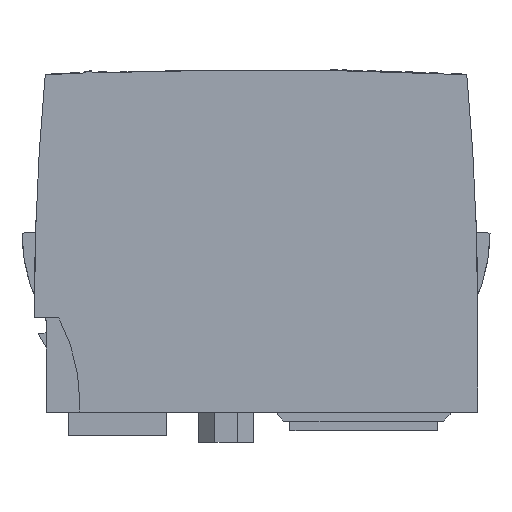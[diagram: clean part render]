
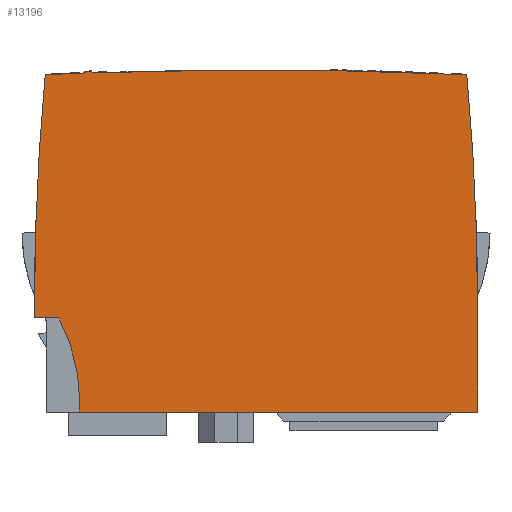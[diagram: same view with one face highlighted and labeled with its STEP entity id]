
A CAD part, left-side view. The second image highlights one B-rep face of the part: STEP entity #13196.
In plain terms, the highlighted planar face has unit normal (-1, 0, 0).
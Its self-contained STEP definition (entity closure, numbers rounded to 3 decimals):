
#821=CIRCLE('',#37392,750.);
#858=CIRCLE('',#37448,28.3);
#865=CIRCLE('',#37461,391.5);
#867=CIRCLE('',#37464,750.);
#871=CIRCLE('',#37469,2.3);
#875=CIRCLE('',#37474,391.5);
#13196=ADVANCED_FACE('',(#15816),#14672,.T.);
#14672=PLANE('',#37478);
#15816=FACE_OUTER_BOUND('',#17246,.T.);
#17246=EDGE_LOOP('',(#19323,#19324,#19325,#19326,#19327,#19328,#19329,#19330,
#19331,#19332,#19333));
#19323=ORIENTED_EDGE('',*,*,#28779,.F.);
#19324=ORIENTED_EDGE('',*,*,#28817,.F.);
#19325=ORIENTED_EDGE('',*,*,#28622,.F.);
#19326=ORIENTED_EDGE('',*,*,#28812,.F.);
#19327=ORIENTED_EDGE('',*,*,#28805,.F.);
#19328=ORIENTED_EDGE('',*,*,#28802,.F.);
#19329=ORIENTED_EDGE('',*,*,#28796,.F.);
#19330=ORIENTED_EDGE('',*,*,#28793,.F.);
#19331=ORIENTED_EDGE('',*,*,#28772,.F.);
#19332=ORIENTED_EDGE('',*,*,#28769,.F.);
#19333=ORIENTED_EDGE('',*,*,#28682,.F.);
#26182=VERTEX_POINT('',#46726);
#26183=VERTEX_POINT('',#46727);
#26239=VERTEX_POINT('',#46843);
#26240=VERTEX_POINT('',#46845);
#26319=VERTEX_POINT('',#47020);
#26321=VERTEX_POINT('',#47026);
#26327=VERTEX_POINT('',#47039);
#26335=VERTEX_POINT('',#47062);
#26338=VERTEX_POINT('',#47072);
#26342=VERTEX_POINT('',#47083);
#26344=VERTEX_POINT('',#47089);
#28622=EDGE_CURVE('',#26182,#26183,#821,.T.);
#28682=EDGE_CURVE('',#26239,#26240,#32222,.T.);
#28769=EDGE_CURVE('',#26240,#26319,#32295,.T.);
#28772=EDGE_CURVE('',#26319,#26321,#858,.T.);
#28779=EDGE_CURVE('',#26327,#26239,#32303,.T.);
#28793=EDGE_CURVE('',#26321,#26335,#32313,.T.);
#28796=EDGE_CURVE('',#26335,#26338,#32316,.T.);
#28802=EDGE_CURVE('',#26338,#26342,#865,.T.);
#28805=EDGE_CURVE('',#26342,#26344,#867,.T.);
#28812=EDGE_CURVE('',#26344,#26182,#871,.T.);
#28817=EDGE_CURVE('',#26183,#26327,#875,.T.);
#32222=LINE('',#46844,#34803);
#32295=LINE('',#47019,#34876);
#32303=LINE('',#47040,#34884);
#32313=LINE('',#47065,#34894);
#32316=LINE('',#47071,#34897);
#34803=VECTOR('',#39758,1.);
#34876=VECTOR('',#39877,1.);
#34884=VECTOR('',#39893,1.);
#34894=VECTOR('',#39917,1.);
#34897=VECTOR('',#39922,1.);
#37392=AXIS2_PLACEMENT_3D('',#46725,#39666,#39667);
#37448=AXIS2_PLACEMENT_3D('',#47025,#39883,#39884);
#37461=AXIS2_PLACEMENT_3D('',#47082,#39932,#39933);
#37464=AXIS2_PLACEMENT_3D('',#47088,#39939,#39940);
#37469=AXIS2_PLACEMENT_3D('',#47102,#39952,#39953);
#37474=AXIS2_PLACEMENT_3D('',#47110,#39963,#39964);
#37478=AXIS2_PLACEMENT_3D('',#47114,#39971,#39972);
#39666=DIRECTION('',(1.,0.,0.));
#39667=DIRECTION('',(0.,0.034,0.999));
#39758=DIRECTION('',(0.,1.,0.));
#39877=DIRECTION('',(0.,0.,1.));
#39883=DIRECTION('',(-1.,0.,0.));
#39884=DIRECTION('',(0.,-0.884,0.467));
#39893=DIRECTION('',(0.,0.,-1.));
#39917=DIRECTION('',(0.,1.,0.));
#39922=DIRECTION('',(0.,0.,1.));
#39932=DIRECTION('',(1.,0.,0.));
#39933=DIRECTION('',(0.,1.,0.));
#39939=DIRECTION('',(1.,0.,0.));
#39940=DIRECTION('',(0.,0.043,0.999));
#39952=DIRECTION('',(1.,0.,0.));
#39953=DIRECTION('',(0.,0.431,0.902));
#39963=DIRECTION('',(1.,0.,0.));
#39964=DIRECTION('',(0.,-0.996,0.09));
#39971=DIRECTION('',(-1.,0.,0.));
#39972=DIRECTION('',(0.,0.,1.));
#46725=CARTESIAN_POINT('',(-7.5,2.65,-683.));
#46726=CARTESIAN_POINT('',(-7.5,27.918,66.574));
#46727=CARTESIAN_POINT('',(-7.5,-30.316,66.275));
#46843=CARTESIAN_POINT('',(-7.5,-32.,13.5));
#46844=CARTESIAN_POINT('',(-7.5,-32.,13.5));
#46845=CARTESIAN_POINT('',(-7.5,30.2,13.5));
#47019=CARTESIAN_POINT('',(-7.5,30.2,13.5));
#47020=CARTESIAN_POINT('',(-7.5,30.2,15.));
#47025=CARTESIAN_POINT('',(-7.5,58.5,15.));
#47026=CARTESIAN_POINT('',(-7.5,33.483,28.23));
#47039=CARTESIAN_POINT('',(-7.5,-32.,30.));
#47040=CARTESIAN_POINT('',(-7.5,-32.,30.));
#47062=CARTESIAN_POINT('',(-7.5,37.3,28.23));
#47065=CARTESIAN_POINT('',(-7.5,33.483,28.23));
#47071=CARTESIAN_POINT('',(-7.5,37.3,28.23));
#47072=CARTESIAN_POINT('',(-7.5,37.3,30.));
#47082=CARTESIAN_POINT('',(-7.5,-354.2,30.));
#47083=CARTESIAN_POINT('',(-7.5,35.616,66.275));
#47088=CARTESIAN_POINT('',(-7.5,2.65,-683.));
#47089=CARTESIAN_POINT('',(-7.5,29.828,66.507));
#47102=CARTESIAN_POINT('',(-7.5,28.8,64.45));
#47110=CARTESIAN_POINT('',(-7.5,359.5,30.));
#47114=CARTESIAN_POINT('',(-7.5,58.5,15.));
